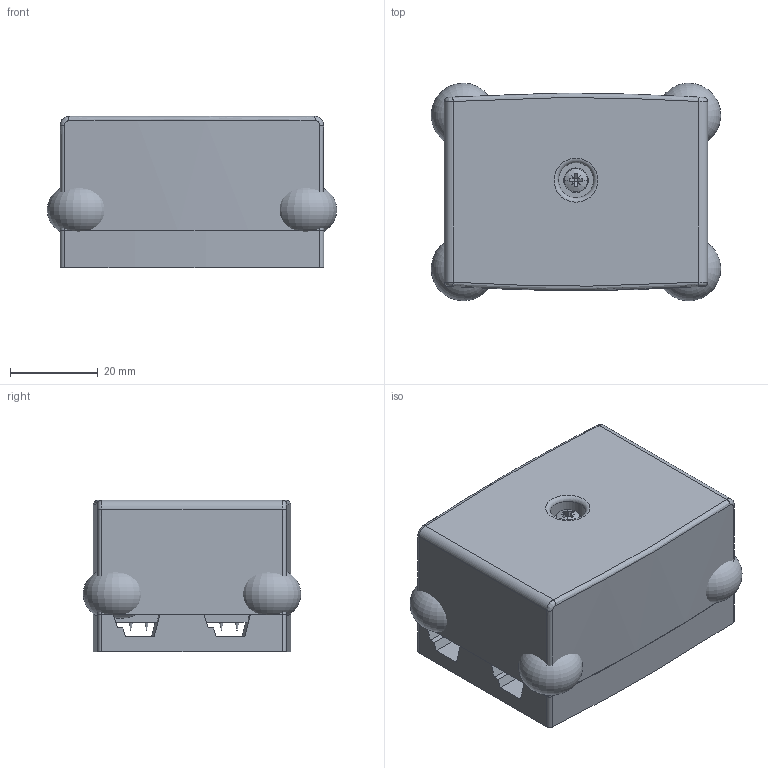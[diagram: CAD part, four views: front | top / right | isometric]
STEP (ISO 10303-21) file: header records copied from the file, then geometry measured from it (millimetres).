
FILE_DESCRIPTION(/* description */ ('Alibre Inc.'),/* implementation_level */ '2;1');
FILE_NAME(/* name */ 'export0',/* time_stamp */ '2017-04-05T08:58:19+02:00',/* author */ (''),/* organization */ (''),/* preprocessor_version */ 'ST-DEVELOPER v14',/* originating_system */ 'Alibre',/* authorisation */ '');
FILE_SCHEMA (('AUTOMOTIVE_DESIGN'));
Length unit declared in the file: millimetre
Products named in the file (5): 2; BENE INOX | 210216-3X30
Bounding box: 65.98 x 49.59 x 34.5 mm (x, y, z)
Volume: 94103 mm3; surface area: 28115.1 mm2
Topology: 7 solids, 8 shells, 448 faces, 1180 edges, 776 vertices
Faces by surface type: plane 175, cylinder 156, cone 50, torus 41, bspline 24, sphere 2
Full cylindrical faces by diameter (mm): 3 x1, 3.18 x4, 3.2 x4, 3.5 x2, 6 x4, 8 x1
Entity records: 10557 total; most frequent: CARTESIAN_POINT 3990, ORIENTED_EDGE 1312, DIRECTION 1193, EDGE_CURVE 656, AXIS2_PLACEMENT_3D 511, VERTEX_POINT 456, EDGE_LOOP 378, FACE_BOUND 378
